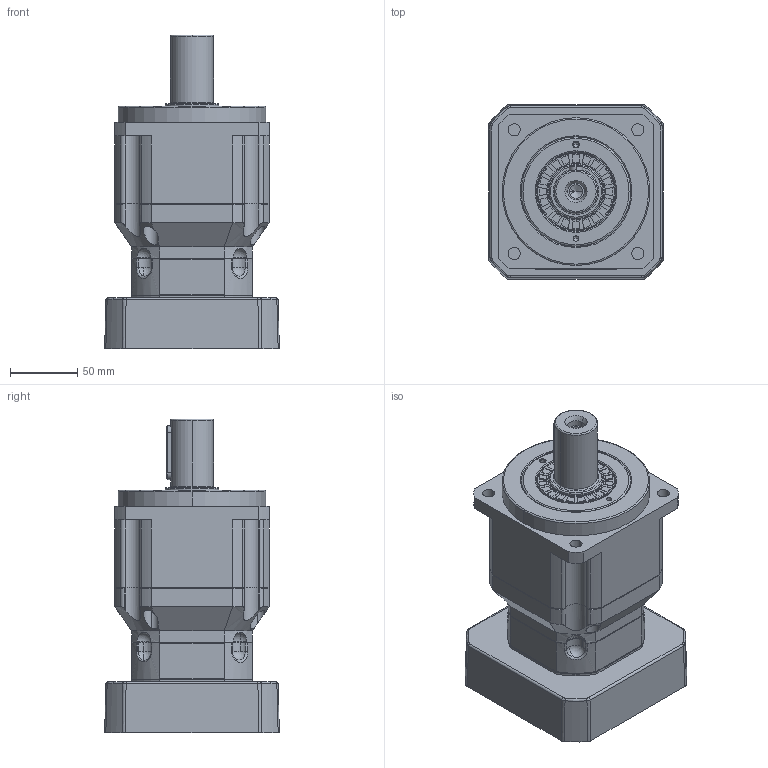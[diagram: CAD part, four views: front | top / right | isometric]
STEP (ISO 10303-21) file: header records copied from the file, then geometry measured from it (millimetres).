
FILE_DESCRIPTION (( 'STEP AP203' ), '1' );
FILE_NAME ('FAB-115M1-L2-24-110-145-M8-59.STEP', '2021-05-18T10:34:23', ( '' ), ( '' ), 'SwSTEP 2.0', 'SolidWorks 2014', '' );
FILE_SCHEMA (( 'CONFIG_CONTROL_DESIGN' ));
Length unit declared in the file: millimetre
Products named in the file (13): M6-14_2_1; 输入端壳体FAB090M1_1; 蚐猾40x58X5_3_1; 一级内齿圈壳体FAB090D_1; 楊擘耜謂蹟佪M10_1; 怀堤俴陎殤FAB115D_5_1; 输入轴锁紧环 26-52-14_1; FAB-115M1-L2-24-110-145-M8-59; 隅弇覃淕杶FAB115D_3_1; 输入轴FAB090M1-24; 输出内齿圈壳体FAB115D_3_1; 输入法兰FAB090M1-110-145-M8_1_1; す瑩10X40_5_1
Assembly tree (22 placements, depth 2):
  FAB-115M1-L2-24-110-145-M8-59
    输出内齿圈壳体FAB115D_3_1
    怀堤俴陎殤FAB115D_5_1
    隅弇覃淕杶FAB115D_3_1
    す瑩10X40_5_1
    蚐猾40x58X5_3_1
    一级内齿圈壳体FAB090D_1
    输入端壳体FAB090M1_1
    输入法兰FAB090M1-110-145-M8_1_1
    M6-14_2_1  x11
    楊擘耜謂蹟佪M10_1
    输入轴FAB090M1-24
    输入轴锁紧环 26-52-14_1
Bounding box: 130 x 130 x 233.5 mm (x, y, z)
Volume: 1793854.1 mm3; surface area: 257945.1 mm2
Topology: 22 solids, 22 shells, 1404 faces, 3411 edges, 2074 vertices
Faces by surface type: bspline 397, plane 366, cylinder 349, cone 235, torus 49, sphere 8
Entity records: 55707 total; most frequent: CARTESIAN_POINT 29168, ORIENTED_EDGE 5686, DIRECTION 4552, EDGE_CURVE 2843, AXIS2_PLACEMENT_3D 1828, VERTEX_POINT 1760, EDGE_LOOP 1273, ADVANCED_FACE 1174
